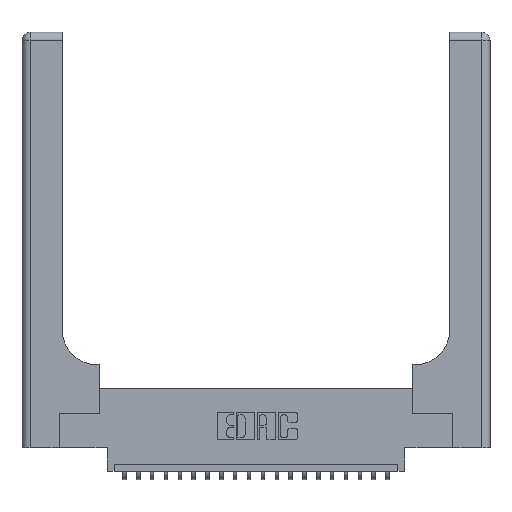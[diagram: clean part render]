
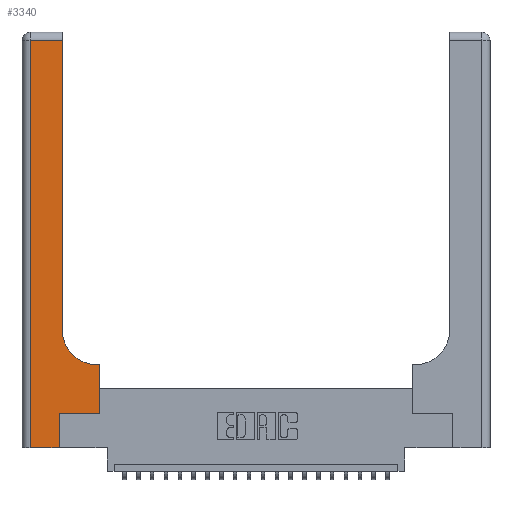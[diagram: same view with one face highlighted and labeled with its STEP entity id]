
A CAD part, top view. The second image highlights one B-rep face of the part: STEP entity #3340.
In plain terms, the highlighted planar face has unit normal (0, 0, 1).
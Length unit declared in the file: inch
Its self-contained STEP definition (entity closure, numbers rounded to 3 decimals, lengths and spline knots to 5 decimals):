
#136 = VECTOR ( 'NONE', #19494, 39.37008 ) ;
#418 = VERTEX_POINT ( 'NONE', #21899 ) ;
#497 = ORIENTED_EDGE ( 'NONE', *, *, #3595, .T. ) ;
#1451 = DIRECTION ( 'NONE',  ( 0., 0., -1. ) ) ;
#1607 = EDGE_CURVE ( 'NONE', #22546, #9461, #3068, .T. ) ;
#1810 = VERTEX_POINT ( 'NONE', #12201 ) ;
#1902 = DIRECTION ( 'NONE',  ( 1., 0., 0. ) ) ;
#2362 = VERTEX_POINT ( 'NONE', #11654 ) ;
#2748 = VERTEX_POINT ( 'NONE', #22994 ) ;
#2774 = EDGE_CURVE ( 'NONE', #2362, #22546, #6427, .T. ) ;
#3040 = EDGE_CURVE ( 'NONE', #7461, #2748, #18035, .T. ) ;
#3068 = LINE ( 'NONE', #16974, #19490 ) ;
#3340 = ADVANCED_FACE ( 'NONE', ( #11496 ), #15820, .F. ) ;
#3595 = EDGE_CURVE ( 'NONE', #1810, #9575, #12626, .T. ) ;
#3694 = LINE ( 'NONE', #9322, #18146 ) ;
#4525 = DIRECTION ( 'NONE',  ( 0., 1., 0. ) ) ;
#4620 = LINE ( 'NONE', #5259, #136 ) ;
#5240 = DIRECTION ( 'NONE',  ( 1., 0., 0. ) ) ;
#5259 = CARTESIAN_POINT ( 'NONE',  ( 0.2915, 3., 0.37 ) ) ;
#6388 = VECTOR ( 'NONE', #10296, 39.37008 ) ;
#6427 = LINE ( 'NONE', #8712, #12955 ) ;
#6688 = ORIENTED_EDGE ( 'NONE', *, *, #17821, .T. ) ;
#6733 = DIRECTION ( 'NONE',  ( 0., 0., -1. ) ) ;
#6747 = ORIENTED_EDGE ( 'NONE', *, *, #20604, .T. ) ;
#6937 = VECTOR ( 'NONE', #9100, 39.37008 ) ;
#7461 = VERTEX_POINT ( 'NONE', #21576 ) ;
#7795 = EDGE_LOOP ( 'NONE', ( #6688, #18656, #19170, #21521, #17484, #15314, #13639, #497, #6747 ) ) ;
#8317 = DIRECTION ( 'NONE',  ( -1., 0., 0. ) ) ;
#8334 = EDGE_CURVE ( 'NONE', #2748, #418, #9658, .T. ) ;
#8388 = AXIS2_PLACEMENT_3D ( 'NONE', #23345, #1451, #5240 ) ;
#8712 = CARTESIAN_POINT ( 'NONE',  ( 0., 2.94, 0.37 ) ) ;
#9100 = DIRECTION ( 'NONE',  ( 0., 1., 0. ) ) ;
#9322 = CARTESIAN_POINT ( 'NONE',  ( 0., 0., 0.37 ) ) ;
#9461 = VERTEX_POINT ( 'NONE', #19934 ) ;
#9575 = VERTEX_POINT ( 'NONE', #11245 ) ;
#9658 = LINE ( 'NONE', #12685, #19008 ) ;
#10296 = DIRECTION ( 'NONE',  ( -1., 0., 0. ) ) ;
#10429 = DIRECTION ( 'NONE',  ( -1., 0., 0. ) ) ;
#10449 = CARTESIAN_POINT ( 'NONE',  ( 0.2915, 0.6, 0.37 ) ) ;
#11073 = DIRECTION ( 'NONE',  ( 1., 0., 0. ) ) ;
#11245 = CARTESIAN_POINT ( 'NONE',  ( 0.5415, 0.6, 0.37 ) ) ;
#11455 = DIRECTION ( 'NONE',  ( 0., -1., 0. ) ) ;
#11496 = FACE_OUTER_BOUND ( 'NONE', #7795, .T. ) ;
#11602 = CIRCLE ( 'NONE', #8388, 0.25 ) ;
#11654 = CARTESIAN_POINT ( 'NONE',  ( 0.2915, 2.94, 0.37 ) ) ;
#12201 = CARTESIAN_POINT ( 'NONE',  ( 0.5585, 0.6, 0.37 ) ) ;
#12626 = LINE ( 'NONE', #10449, #6388 ) ;
#12685 = CARTESIAN_POINT ( 'NONE',  ( 0.269, 0.25, 0.37 ) ) ;
#12876 = AXIS2_PLACEMENT_3D ( 'NONE', #15596, #6733, #8317 ) ;
#12955 = VECTOR ( 'NONE', #10429, 39.37008 ) ;
#13430 = CARTESIAN_POINT ( 'NONE',  ( 0.269, 0., 0.37 ) ) ;
#13639 = ORIENTED_EDGE ( 'NONE', *, *, #21297, .T. ) ;
#14800 = CARTESIAN_POINT ( 'NONE',  ( 0.5585, 0.25, 0.37 ) ) ;
#15314 = ORIENTED_EDGE ( 'NONE', *, *, #8334, .T. ) ;
#15596 = CARTESIAN_POINT ( 'NONE',  ( 0., 3., 0.37 ) ) ;
#15820 = PLANE ( 'NONE',  #12876 ) ;
#16974 = CARTESIAN_POINT ( 'NONE',  ( 0.06, 3., 0.37 ) ) ;
#17484 = ORIENTED_EDGE ( 'NONE', *, *, #3040, .T. ) ;
#17729 = VECTOR ( 'NONE', #4525, 39.37008 ) ;
#17821 = EDGE_CURVE ( 'NONE', #17836, #2362, #4620, .T. ) ;
#17836 = VERTEX_POINT ( 'NONE', #21293 ) ;
#18035 = LINE ( 'NONE', #13430, #17729 ) ;
#18146 = VECTOR ( 'NONE', #11073, 39.37008 ) ;
#18601 = CARTESIAN_POINT ( 'NONE',  ( 0.06, 2.94, 0.37 ) ) ;
#18656 = ORIENTED_EDGE ( 'NONE', *, *, #2774, .T. ) ;
#19008 = VECTOR ( 'NONE', #1902, 39.37008 ) ;
#19170 = ORIENTED_EDGE ( 'NONE', *, *, #1607, .T. ) ;
#19490 = VECTOR ( 'NONE', #11455, 39.37008 ) ;
#19494 = DIRECTION ( 'NONE',  ( 0., 1., 0. ) ) ;
#19515 = EDGE_CURVE ( 'NONE', #9461, #7461, #3694, .T. ) ;
#19934 = CARTESIAN_POINT ( 'NONE',  ( 0.06, 0., 0.37 ) ) ;
#20604 = EDGE_CURVE ( 'NONE', #9575, #17836, #11602, .T. ) ;
#21293 = CARTESIAN_POINT ( 'NONE',  ( 0.2915, 0.85, 0.37 ) ) ;
#21297 = EDGE_CURVE ( 'NONE', #418, #1810, #21340, .T. ) ;
#21340 = LINE ( 'NONE', #14800, #6937 ) ;
#21521 = ORIENTED_EDGE ( 'NONE', *, *, #19515, .T. ) ;
#21576 = CARTESIAN_POINT ( 'NONE',  ( 0.269, 0., 0.37 ) ) ;
#21899 = CARTESIAN_POINT ( 'NONE',  ( 0.5585, 0.25, 0.37 ) ) ;
#22546 = VERTEX_POINT ( 'NONE', #18601 ) ;
#22994 = CARTESIAN_POINT ( 'NONE',  ( 0.269, 0.25, 0.37 ) ) ;
#23345 = CARTESIAN_POINT ( 'NONE',  ( 0.5415, 0.85, 0.37 ) ) ;
